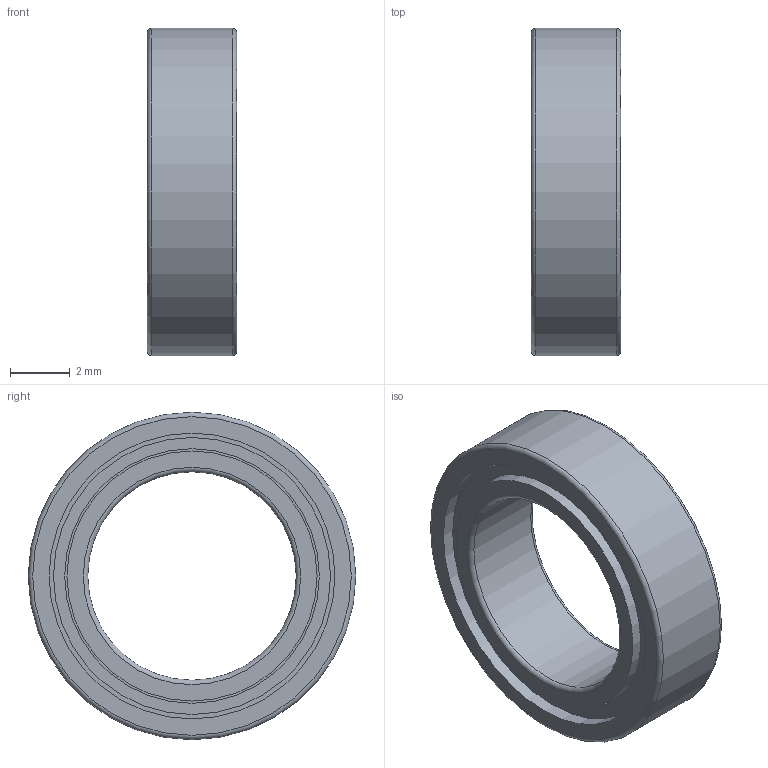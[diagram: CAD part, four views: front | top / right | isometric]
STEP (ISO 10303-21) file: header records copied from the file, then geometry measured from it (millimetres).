
FILE_DESCRIPTION(/* description */ (''),/* implementation_level */ '2;1');
FILE_NAME(/* name */ 'MR_117_2Z_2.step',/* time_stamp */ '2023-01-07T19:03:53+01:00',/* author */ (''),/* organization */ (''),/* preprocessor_version */ 'ST-DEVELOPER v19.2',/* originating_system */ 'Autodesk Translation Framework v11.17.0.187',/* authorisation */ '');
FILE_SCHEMA (('AUTOMOTIVE_DESIGN { 1 0 10303 214 3 1 1 }'));
Length unit declared in the file: millimetre
Products named in the file (1): MR_117_2Z_2
Bounding box: 3 x 11 x 11 mm (x, y, z)
Volume: 140.5 mm3; surface area: 532.1 mm2
Topology: 4 solids, 4 shells, 88 faces, 517 edges, 363 vertices
Faces by surface type: cylinder 30, plane 28, sphere 24, torus 6
Full cylindrical faces by diameter (mm): 7 x1, 8.4 x2, 8.55 x2, 8.7 x2, 9 x2, 9.3 x4, 9.6 x2, 11 x1
Entity records: 6465 total; most frequent: CARTESIAN_POINT 2590, ORIENTED_EDGE 992, DIRECTION 664, EDGE_CURVE 496, VERTEX_POINT 363, AXIS2_PLACEMENT_3D 324, B_SPLINE_CURVE_WITH_KNOTS 245, CIRCLE 235
